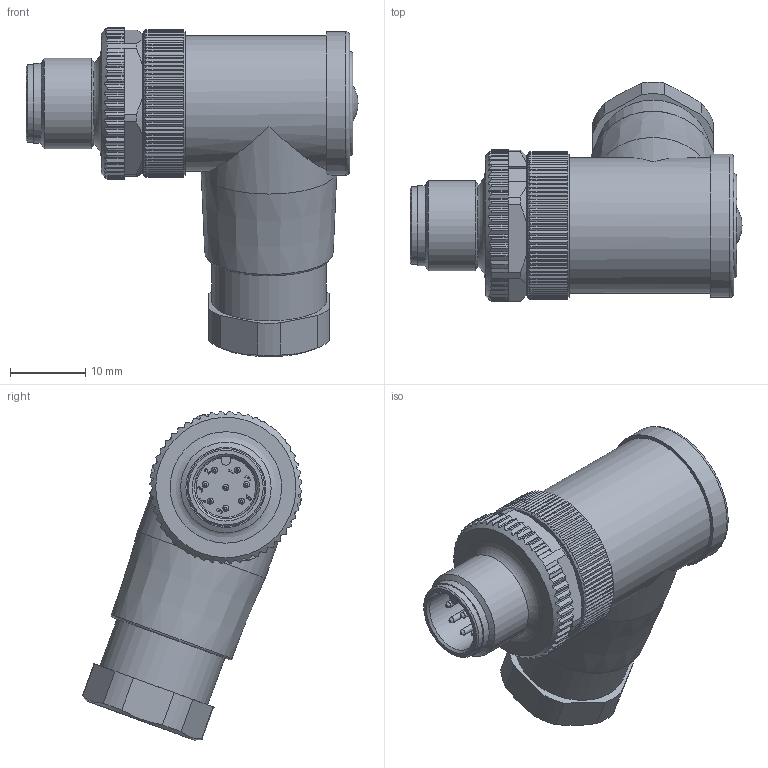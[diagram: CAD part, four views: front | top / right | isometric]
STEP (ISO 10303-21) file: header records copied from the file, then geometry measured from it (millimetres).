
FILE_DESCRIPTION(/* description */ (''),/* implementation_level */ '2;1');
FILE_NAME(/* name */ 'WWASC8K.stp',/* time_stamp */ '2016-12-09T13:19:33+01:00',/* author */ (''),/* organization */ (''),/* preprocessor_version */ 'ST-DEVELOPER v16',/* originating_system */ 'SIEMENS PLM Software NX 10.0',/* authorisation */ '');
FILE_SCHEMA (('AUTOMOTIVE_DESIGN { 1 0 10303 214 3 1 1 1 }'));
Length unit declared in the file: millimetre
Products named in the file (1): cerl09887F9Bf0bw
Bounding box: 44 x 29.16 x 43.63 mm (x, y, z)
Volume: 15105.9 mm3; surface area: 5016 mm2
Topology: 1 solids, 1 shells, 668 faces, 1900 edges, 1260 vertices
Faces by surface type: plane 378, cylinder 229, extrusion 33, cone 15, bspline 9, torus 4
Full cylindrical faces by diameter (mm): 0.8 x8, 8.3 x1, 10.3 x1, 10.6 x1, 12 x1, 14.5 x1, 15.2 x1, 18 x2, 19 x2
Entity records: 23986 total; most frequent: CARTESIAN_POINT 7450, ORIENTED_EDGE 3688, DIRECTION 3045, EDGE_CURVE 1844, VERTEX_POINT 1243, AXIS2_PLACEMENT_3D 1027, VECTOR 991, LINE 958
